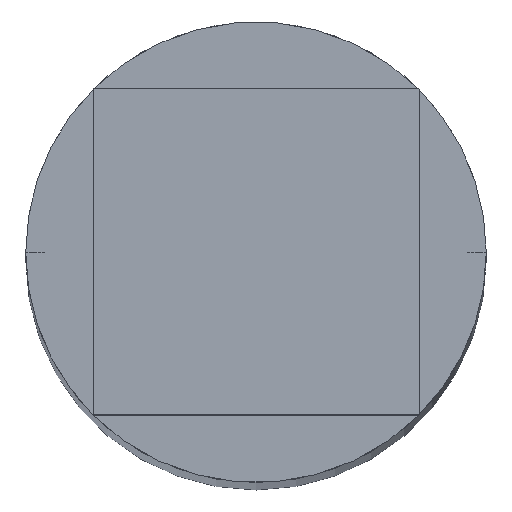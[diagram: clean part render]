
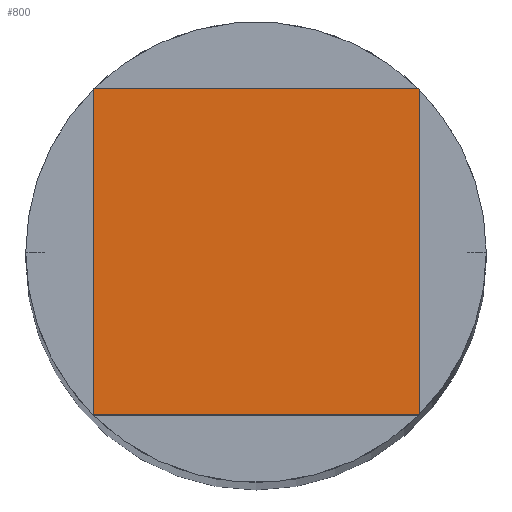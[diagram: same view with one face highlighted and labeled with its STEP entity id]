
A CAD part, top view. The second image highlights one B-rep face of the part: STEP entity #800.
In plain terms, the highlighted planar face has unit normal (0, 0, 1).
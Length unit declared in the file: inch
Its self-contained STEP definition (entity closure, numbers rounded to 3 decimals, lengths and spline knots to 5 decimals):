
#676=CARTESIAN_POINT('',(0.26563,0.2647,0.0));
#677=VERTEX_POINT('',#676);
#684=CARTESIAN_POINT('',(0.26563,-0.2647,0.0));
#685=VERTEX_POINT('',#684);
#686=CARTESIAN_POINT('',(0.26563,0.2647,0.0));
#687=DIRECTION('',(0.0,-1.0,0.0));
#688=VECTOR('',#687,0.52941);
#689=LINE('',#686,#688);
#690=EDGE_CURVE('',#677,#685,#689,.T.);
#707=CARTESIAN_POINT('',(0.2647,-0.26563,0.0));
#708=VERTEX_POINT('',#707);
#709=CARTESIAN_POINT('',(0.0,0.0,0.0));
#710=DIRECTION('',(0.0,0.0,1.0));
#711=DIRECTION('',(-1.0,0.0,0.0));
#712=AXIS2_PLACEMENT_3D('',#709,#710,#711);
#713=CIRCLE('',#712,0.375);
#714=EDGE_CURVE('',#708,#685,#713,.T.);
#733=CARTESIAN_POINT('',(0.2647,0.26563,0.0));
#734=VERTEX_POINT('',#733);
#741=CARTESIAN_POINT('',(0.0,0.0,0.0));
#742=DIRECTION('',(0.0,0.0,1.0));
#743=DIRECTION('',(-1.0,0.0,0.0));
#744=AXIS2_PLACEMENT_3D('',#741,#742,#743);
#745=CIRCLE('',#744,0.375);
#746=EDGE_CURVE('',#677,#734,#745,.T.);
#756=CARTESIAN_POINT('',(-0.2647,0.26563,0.0));
#757=VERTEX_POINT('',#756);
#764=CARTESIAN_POINT('',(-0.2647,0.26563,0.0));
#765=DIRECTION('',(1.0,0.0,0.0));
#766=VECTOR('',#765,0.52941);
#767=LINE('',#764,#766);
#768=EDGE_CURVE('',#757,#734,#767,.T.);
#775=CARTESIAN_POINT('',(0.0,0.0,0.0));
#776=DIRECTION('',(0.0,0.0,1.0));
#777=DIRECTION('',(1.0,0.0,0.0));
#778=AXIS2_PLACEMENT_3D('',#775,#776,#777);
#779=PLANE('',#778);
#780=ORIENTED_EDGE('',*,*,#690,.F.);
#781=ORIENTED_EDGE('',*,*,#746,.T.);
#782=ORIENTED_EDGE('',*,*,#768,.F.);
#783=CARTESIAN_POINT('',(-0.2647,-0.26563,0.0));
#784=VERTEX_POINT('',#783);
#785=CARTESIAN_POINT('',(-0.2647,-0.26563,0.0));
#786=DIRECTION('',(0.0,1.0,0.0));
#787=VECTOR('',#786,0.53125);
#788=LINE('',#785,#787);
#789=EDGE_CURVE('',#784,#757,#788,.T.);
#790=ORIENTED_EDGE('',*,*,#789,.F.);
#791=CARTESIAN_POINT('',(0.2647,-0.26563,0.0));
#792=DIRECTION('',(-1.0,0.0,0.0));
#793=VECTOR('',#792,0.52941);
#794=LINE('',#791,#793);
#795=EDGE_CURVE('',#708,#784,#794,.T.);
#796=ORIENTED_EDGE('',*,*,#795,.F.);
#797=ORIENTED_EDGE('',*,*,#714,.T.);
#798=EDGE_LOOP('',(#780,#781,#782,#790,#796,#797));
#799=FACE_OUTER_BOUND('',#798,.T.);
#800=ADVANCED_FACE('',(#799),#779,.T.);
